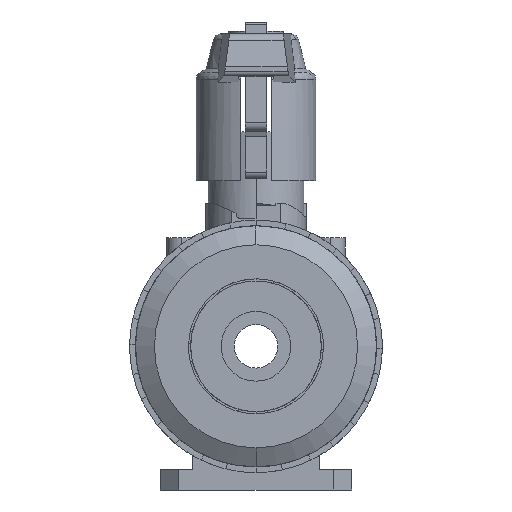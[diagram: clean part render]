
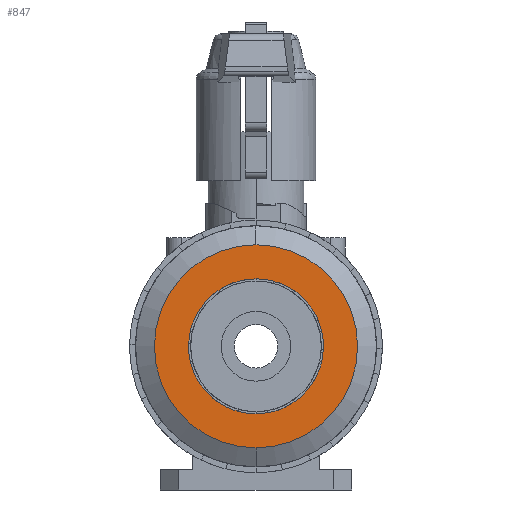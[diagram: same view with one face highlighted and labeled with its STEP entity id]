
A CAD part, left-side view. The second image highlights one B-rep face of the part: STEP entity #847.
In plain terms, the highlighted planar face has unit normal (-1, 0, 0).
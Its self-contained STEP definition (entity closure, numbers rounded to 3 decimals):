
#847=ADVANCED_FACE('',(#1995,#1996),#1997,.T.);
#1995=FACE_BOUND('',#3459,.T.);
#1996=FACE_OUTER_BOUND('',#3460,.T.);
#1997=PLANE('',#3461);
#3459=EDGE_LOOP('',(#6213,#6214));
#3460=EDGE_LOOP('',(#6215,#6216));
#3461=AXIS2_PLACEMENT_3D('',#6217,#6218,#6219);
#6213=ORIENTED_EDGE('',*,*,#9944,.T.);
#6214=ORIENTED_EDGE('',*,*,#9363,.T.);
#6215=ORIENTED_EDGE('',*,*,#9358,.F.);
#6216=ORIENTED_EDGE('',*,*,#9946,.F.);
#6217=CARTESIAN_POINT('',(-41.75,0.0,21.338));
#6218=DIRECTION('',(-1.0,0.0,0.0));
#6219=DIRECTION('',(0.0,0.0,1.0));
#9358=EDGE_CURVE('',#11488,#11491,#11492,.T.);
#9363=EDGE_CURVE('',#11500,#11497,#11501,.T.);
#9944=EDGE_CURVE('',#11497,#11500,#12355,.T.);
#9946=EDGE_CURVE('',#11491,#11488,#12357,.T.);
#11488=VERTEX_POINT('',#14393);
#11491=VERTEX_POINT('',#14397);
#11492=CIRCLE('',#14398,23.325);
#11497=VERTEX_POINT('',#14404);
#11500=VERTEX_POINT('',#14408);
#11501=CIRCLE('',#14409,15.5);
#12355=CIRCLE('',#15920,15.5);
#12357=CIRCLE('',#15922,23.325);
#14393=CARTESIAN_POINT('',(-41.75,0.0,9.675));
#14397=CARTESIAN_POINT('',(-41.75,0.,56.325));
#14398=AXIS2_PLACEMENT_3D('',#18747,#18748,#18749);
#14404=CARTESIAN_POINT('',(-41.75,0.0,17.5));
#14408=CARTESIAN_POINT('',(-41.75,0.,48.5));
#14409=AXIS2_PLACEMENT_3D('',#18755,#18756,#18757);
#15920=AXIS2_PLACEMENT_3D('',#19412,#19413,#19414);
#15922=AXIS2_PLACEMENT_3D('',#19415,#19416,#19417);
#18747=CARTESIAN_POINT('',(-41.75,0.0,33.0));
#18748=DIRECTION('',(1.0,0.0,0.0));
#18749=DIRECTION('',(0.0,0.0,-1.0));
#18755=CARTESIAN_POINT('',(-41.75,0.0,33.0));
#18756=DIRECTION('',(1.0,-0.0,0.0));
#18757=DIRECTION('',(0.0,0.0,-1.0));
#19412=CARTESIAN_POINT('',(-41.75,0.0,33.0));
#19413=DIRECTION('',(1.0,-0.0,0.0));
#19414=DIRECTION('',(0.0,0.0,-1.0));
#19415=CARTESIAN_POINT('',(-41.75,0.0,33.0));
#19416=DIRECTION('',(1.0,0.0,0.0));
#19417=DIRECTION('',(0.0,0.0,-1.0));
